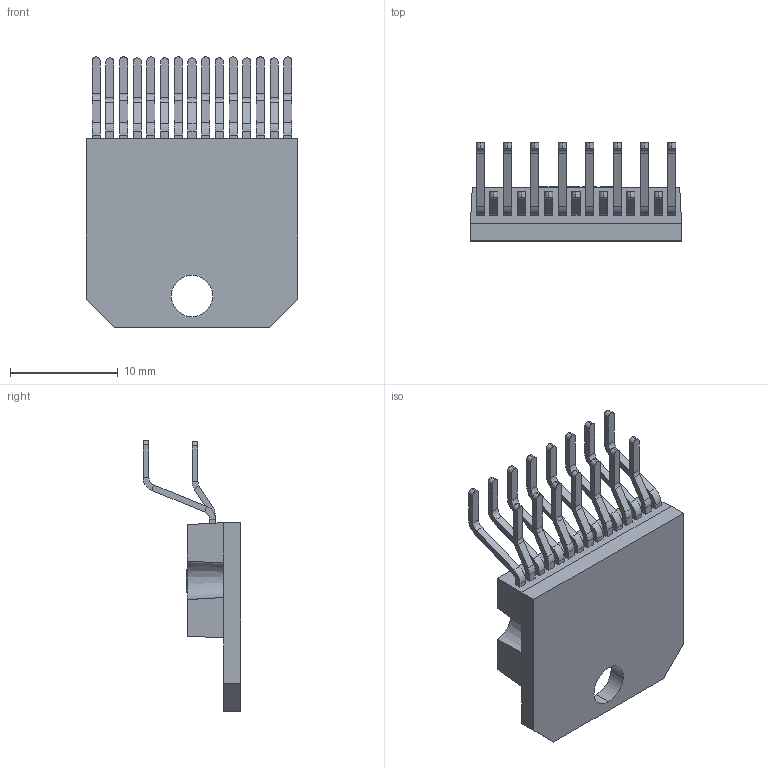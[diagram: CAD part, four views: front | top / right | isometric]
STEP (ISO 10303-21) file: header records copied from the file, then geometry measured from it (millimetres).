
FILE_DESCRIPTION (( 'STEP AP214' ), '1' );
FILE_NAME ('L298N.STEP', '2021-05-07T13:07:05', ( '' ), ( '' ), 'SwSTEP 2.0', 'SolidWorks 2018', '' );
FILE_SCHEMA (( 'AUTOMOTIVE_DESIGN' ));
Length unit declared in the file: millimetre
Products named in the file (1): L298N
Bounding box: 19.6 x 9.09 x 25.1 mm (x, y, z)
Volume: 1240.7 mm3; surface area: 1374.1 mm2
Topology: 1 solids, 1 shells, 426 faces, 945 edges, 546 vertices
Faces by surface type: plane 292, cylinder 92, bspline 32, cone 10
Entity records: 17209 total; most frequent: CARTESIAN_POINT 3944, ORIENTED_EDGE 1890, DIRECTION 1867, EDGE_CURVE 945, VECTOR 677, LINE 677, AXIS2_PLACEMENT_3D 595, VERTEX_POINT 546
